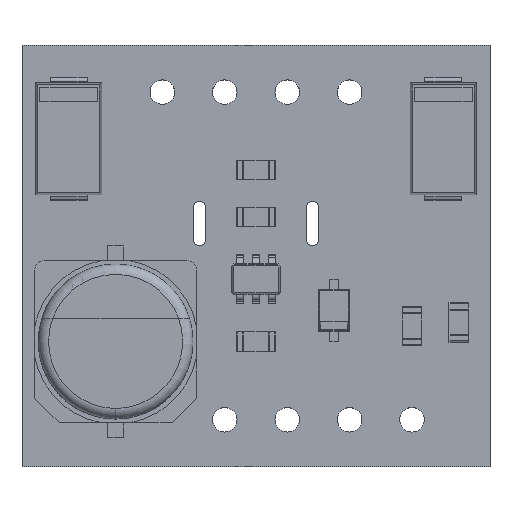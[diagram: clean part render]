
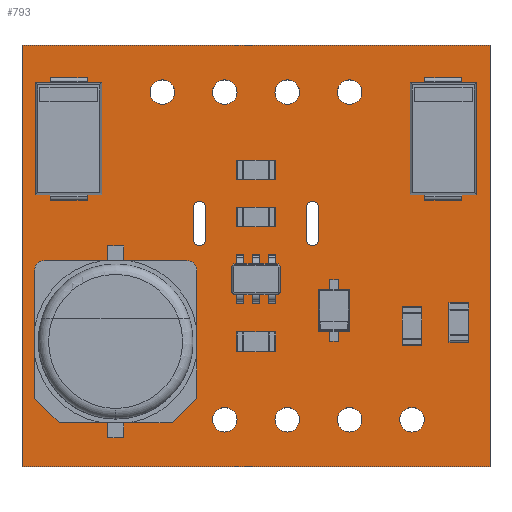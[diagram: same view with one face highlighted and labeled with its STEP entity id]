
A CAD part, top view. The second image highlights one B-rep face of the part: STEP entity #793.
In plain terms, the highlighted planar face has unit normal (0, 0, 1).
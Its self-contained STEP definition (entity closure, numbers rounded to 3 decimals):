
#22 = VERTEX_POINT('',#23);
#23 = CARTESIAN_POINT('',(-11.975,0.075,0.));
#40 = VERTEX_POINT('',#41);
#41 = CARTESIAN_POINT('',(7.075,0.075,0.));
#47 = EDGE_CURVE('',#22,#40,#48,.T.);
#48 = LINE('',#49,#50);
#49 = CARTESIAN_POINT('',(-11.975,0.075,0.));
#50 = VECTOR('',#51,1.);
#51 = DIRECTION('',(1.,0.,0.));
#62 = VERTEX_POINT('',#63);
#63 = CARTESIAN_POINT('',(-11.975,-17.07,0.));
#78 = EDGE_CURVE('',#62,#22,#79,.T.);
#79 = LINE('',#80,#81);
#80 = CARTESIAN_POINT('',(-11.975,-17.07,0.));
#81 = VECTOR('',#82,1.);
#82 = DIRECTION('',(0.,1.,0.));
#102 = VERTEX_POINT('',#103);
#103 = CARTESIAN_POINT('',(7.075,-17.07,0.));
#109 = EDGE_CURVE('',#40,#102,#110,.T.);
#110 = LINE('',#111,#112);
#111 = CARTESIAN_POINT('',(7.075,0.075,0.));
#112 = VECTOR('',#113,1.);
#113 = DIRECTION('',(0.,-1.,0.));
#131 = EDGE_CURVE('',#102,#62,#132,.T.);
#132 = LINE('',#133,#134);
#133 = CARTESIAN_POINT('',(7.075,-17.07,0.));
#134 = VECTOR('',#135,1.);
#135 = DIRECTION('',(-1.,0.,0.));
#146 = VERTEX_POINT('',#147);
#147 = CARTESIAN_POINT('',(-5.76,-1.83,0.));
#163 = EDGE_CURVE('',#146,#146,#164,.T.);
#164 = CIRCLE('',#165,0.5);
#165 = AXIS2_PLACEMENT_3D('',#166,#167,#168);
#166 = CARTESIAN_POINT('',(-6.26,-1.83,0.));
#167 = DIRECTION('',(0.,0.,1.));
#168 = DIRECTION('',(1.,0.,0.));
#179 = VERTEX_POINT('',#180);
#180 = CARTESIAN_POINT('',(-5.,-7.83,0.));
#198 = VERTEX_POINT('',#199);
#199 = CARTESIAN_POINT('',(-4.75,-8.08,0.));
#205 = EDGE_CURVE('',#179,#198,#206,.T.);
#206 = CIRCLE('',#207,0.25);
#207 = AXIS2_PLACEMENT_3D('',#208,#209,#210);
#208 = CARTESIAN_POINT('',(-4.75,-7.83,0.));
#209 = DIRECTION('',(0.,0.,1.));
#210 = DIRECTION('',(-1.,0.,0.));
#221 = VERTEX_POINT('',#222);
#222 = CARTESIAN_POINT('',(-5.,-6.53,0.));
#237 = EDGE_CURVE('',#221,#179,#238,.T.);
#238 = LINE('',#239,#240);
#239 = CARTESIAN_POINT('',(-5.,-6.53,0.));
#240 = VECTOR('',#241,1.);
#241 = DIRECTION('',(0.,-1.,0.));
#252 = VERTEX_POINT('',#253);
#253 = CARTESIAN_POINT('',(-4.75,-6.28,0.));
#269 = EDGE_CURVE('',#252,#221,#270,.T.);
#270 = CIRCLE('',#271,0.25);
#271 = AXIS2_PLACEMENT_3D('',#272,#273,#274);
#272 = CARTESIAN_POINT('',(-4.75,-6.53,0.));
#273 = DIRECTION('',(0.,0.,1.));
#274 = DIRECTION('',(0.,1.,0.));
#285 = VERTEX_POINT('',#286);
#286 = CARTESIAN_POINT('',(-4.5,-6.53,0.));
#302 = EDGE_CURVE('',#285,#252,#303,.T.);
#303 = CIRCLE('',#304,0.25);
#304 = AXIS2_PLACEMENT_3D('',#305,#306,#307);
#305 = CARTESIAN_POINT('',(-4.75,-6.53,0.));
#306 = DIRECTION('',(0.,0.,1.));
#307 = DIRECTION('',(1.,0.,0.));
#318 = VERTEX_POINT('',#319);
#319 = CARTESIAN_POINT('',(-4.5,-7.83,0.));
#334 = EDGE_CURVE('',#318,#285,#335,.T.);
#335 = LINE('',#336,#337);
#336 = CARTESIAN_POINT('',(-4.5,-7.83,0.));
#337 = VECTOR('',#338,1.);
#338 = DIRECTION('',(0.,1.,0.));
#357 = EDGE_CURVE('',#198,#318,#358,.T.);
#358 = CIRCLE('',#359,0.25);
#359 = AXIS2_PLACEMENT_3D('',#360,#361,#362);
#360 = CARTESIAN_POINT('',(-4.75,-7.83,0.));
#361 = DIRECTION('',(0.,0.,1.));
#362 = DIRECTION('',(0.,-1.,0.));
#373 = VERTEX_POINT('',#374);
#374 = CARTESIAN_POINT('',(-0.68,-1.83,0.));
#390 = EDGE_CURVE('',#373,#373,#391,.T.);
#391 = CIRCLE('',#392,0.5);
#392 = AXIS2_PLACEMENT_3D('',#393,#394,#395);
#393 = CARTESIAN_POINT('',(-1.18,-1.83,0.));
#394 = DIRECTION('',(0.,0.,1.));
#395 = DIRECTION('',(1.,0.,0.));
#406 = VERTEX_POINT('',#407);
#407 = CARTESIAN_POINT('',(-3.22,-1.83,0.));
#423 = EDGE_CURVE('',#406,#406,#424,.T.);
#424 = CIRCLE('',#425,0.5);
#425 = AXIS2_PLACEMENT_3D('',#426,#427,#428);
#426 = CARTESIAN_POINT('',(-3.72,-1.83,0.));
#427 = DIRECTION('',(0.,0.,1.));
#428 = DIRECTION('',(1.,0.,0.));
#439 = VERTEX_POINT('',#440);
#440 = CARTESIAN_POINT('',(1.86,-1.83,0.));
#456 = EDGE_CURVE('',#439,#439,#457,.T.);
#457 = CIRCLE('',#458,0.5);
#458 = AXIS2_PLACEMENT_3D('',#459,#460,#461);
#459 = CARTESIAN_POINT('',(1.36,-1.83,0.));
#460 = DIRECTION('',(0.,0.,1.));
#461 = DIRECTION('',(1.,0.,0.));
#472 = VERTEX_POINT('',#473);
#473 = CARTESIAN_POINT('',(-0.4,-7.83,0.));
#491 = VERTEX_POINT('',#492);
#492 = CARTESIAN_POINT('',(-0.15,-8.08,0.));
#498 = EDGE_CURVE('',#472,#491,#499,.T.);
#499 = CIRCLE('',#500,0.25);
#500 = AXIS2_PLACEMENT_3D('',#501,#502,#503);
#501 = CARTESIAN_POINT('',(-0.15,-7.83,0.));
#502 = DIRECTION('',(0.,0.,1.));
#503 = DIRECTION('',(-1.,0.,0.));
#514 = VERTEX_POINT('',#515);
#515 = CARTESIAN_POINT('',(-0.4,-6.53,0.));
#530 = EDGE_CURVE('',#514,#472,#531,.T.);
#531 = LINE('',#532,#533);
#532 = CARTESIAN_POINT('',(-0.4,-6.53,0.));
#533 = VECTOR('',#534,1.);
#534 = DIRECTION('',(0.,-1.,0.));
#545 = VERTEX_POINT('',#546);
#546 = CARTESIAN_POINT('',(-0.15,-6.28,0.));
#562 = EDGE_CURVE('',#545,#514,#563,.T.);
#563 = CIRCLE('',#564,0.25);
#564 = AXIS2_PLACEMENT_3D('',#565,#566,#567);
#565 = CARTESIAN_POINT('',(-0.15,-6.53,0.));
#566 = DIRECTION('',(0.,0.,1.));
#567 = DIRECTION('',(0.,1.,0.));
#578 = VERTEX_POINT('',#579);
#579 = CARTESIAN_POINT('',(0.1,-6.53,0.));
#595 = EDGE_CURVE('',#578,#545,#596,.T.);
#596 = CIRCLE('',#597,0.25);
#597 = AXIS2_PLACEMENT_3D('',#598,#599,#600);
#598 = CARTESIAN_POINT('',(-0.15,-6.53,0.));
#599 = DIRECTION('',(0.,0.,1.));
#600 = DIRECTION('',(1.,0.,0.));
#611 = VERTEX_POINT('',#612);
#612 = CARTESIAN_POINT('',(0.1,-7.83,0.));
#627 = EDGE_CURVE('',#611,#578,#628,.T.);
#628 = LINE('',#629,#630);
#629 = CARTESIAN_POINT('',(0.1,-7.83,0.));
#630 = VECTOR('',#631,1.);
#631 = DIRECTION('',(0.,1.,0.));
#650 = EDGE_CURVE('',#491,#611,#651,.T.);
#651 = CIRCLE('',#652,0.25);
#652 = AXIS2_PLACEMENT_3D('',#653,#654,#655);
#653 = CARTESIAN_POINT('',(-0.15,-7.83,0.));
#654 = DIRECTION('',(0.,0.,1.));
#655 = DIRECTION('',(0.,-1.,0.));
#666 = VERTEX_POINT('',#667);
#667 = CARTESIAN_POINT('',(4.4,-15.165,0.));
#683 = EDGE_CURVE('',#666,#666,#684,.T.);
#684 = CIRCLE('',#685,0.5);
#685 = AXIS2_PLACEMENT_3D('',#686,#687,#688);
#686 = CARTESIAN_POINT('',(3.9,-15.165,0.));
#687 = DIRECTION('',(0.,0.,1.));
#688 = DIRECTION('',(1.,0.,0.));
#699 = VERTEX_POINT('',#700);
#700 = CARTESIAN_POINT('',(-0.68,-15.165,0.));
#716 = EDGE_CURVE('',#699,#699,#717,.T.);
#717 = CIRCLE('',#718,0.5);
#718 = AXIS2_PLACEMENT_3D('',#719,#720,#721);
#719 = CARTESIAN_POINT('',(-1.18,-15.165,0.));
#720 = DIRECTION('',(0.,0.,1.));
#721 = DIRECTION('',(1.,0.,0.));
#732 = VERTEX_POINT('',#733);
#733 = CARTESIAN_POINT('',(1.86,-15.165,0.));
#749 = EDGE_CURVE('',#732,#732,#750,.T.);
#750 = CIRCLE('',#751,0.5);
#751 = AXIS2_PLACEMENT_3D('',#752,#753,#754);
#752 = CARTESIAN_POINT('',(1.36,-15.165,0.));
#753 = DIRECTION('',(0.,0.,1.));
#754 = DIRECTION('',(1.,0.,0.));
#765 = VERTEX_POINT('',#766);
#766 = CARTESIAN_POINT('',(-3.22,-15.165,0.));
#782 = EDGE_CURVE('',#765,#765,#783,.T.);
#783 = CIRCLE('',#784,0.5);
#784 = AXIS2_PLACEMENT_3D('',#785,#786,#787);
#785 = CARTESIAN_POINT('',(-3.72,-15.165,0.));
#786 = DIRECTION('',(0.,0.,1.));
#787 = DIRECTION('',(1.,0.,0.));
#793 = ADVANCED_FACE('',(#794,#800,#803,#811,#814,#817,#820,#828,#831,
    #834,#837),#840,.F.);
#794 = FACE_BOUND('',#795,.F.);
#795 = EDGE_LOOP('',(#796,#797,#798,#799));
#796 = ORIENTED_EDGE('',*,*,#47,.T.);
#797 = ORIENTED_EDGE('',*,*,#109,.T.);
#798 = ORIENTED_EDGE('',*,*,#131,.T.);
#799 = ORIENTED_EDGE('',*,*,#78,.T.);
#800 = FACE_BOUND('',#801,.F.);
#801 = EDGE_LOOP('',(#802));
#802 = ORIENTED_EDGE('',*,*,#163,.T.);
#803 = FACE_BOUND('',#804,.F.);
#804 = EDGE_LOOP('',(#805,#806,#807,#808,#809,#810));
#805 = ORIENTED_EDGE('',*,*,#205,.T.);
#806 = ORIENTED_EDGE('',*,*,#357,.T.);
#807 = ORIENTED_EDGE('',*,*,#334,.T.);
#808 = ORIENTED_EDGE('',*,*,#302,.T.);
#809 = ORIENTED_EDGE('',*,*,#269,.T.);
#810 = ORIENTED_EDGE('',*,*,#237,.T.);
#811 = FACE_BOUND('',#812,.F.);
#812 = EDGE_LOOP('',(#813));
#813 = ORIENTED_EDGE('',*,*,#390,.T.);
#814 = FACE_BOUND('',#815,.F.);
#815 = EDGE_LOOP('',(#816));
#816 = ORIENTED_EDGE('',*,*,#423,.T.);
#817 = FACE_BOUND('',#818,.F.);
#818 = EDGE_LOOP('',(#819));
#819 = ORIENTED_EDGE('',*,*,#456,.T.);
#820 = FACE_BOUND('',#821,.F.);
#821 = EDGE_LOOP('',(#822,#823,#824,#825,#826,#827));
#822 = ORIENTED_EDGE('',*,*,#498,.T.);
#823 = ORIENTED_EDGE('',*,*,#650,.T.);
#824 = ORIENTED_EDGE('',*,*,#627,.T.);
#825 = ORIENTED_EDGE('',*,*,#595,.T.);
#826 = ORIENTED_EDGE('',*,*,#562,.T.);
#827 = ORIENTED_EDGE('',*,*,#530,.T.);
#828 = FACE_BOUND('',#829,.F.);
#829 = EDGE_LOOP('',(#830));
#830 = ORIENTED_EDGE('',*,*,#683,.T.);
#831 = FACE_BOUND('',#832,.F.);
#832 = EDGE_LOOP('',(#833));
#833 = ORIENTED_EDGE('',*,*,#716,.T.);
#834 = FACE_BOUND('',#835,.F.);
#835 = EDGE_LOOP('',(#836));
#836 = ORIENTED_EDGE('',*,*,#749,.T.);
#837 = FACE_BOUND('',#838,.F.);
#838 = EDGE_LOOP('',(#839));
#839 = ORIENTED_EDGE('',*,*,#782,.T.);
#840 = PLANE('',#841);
#841 = AXIS2_PLACEMENT_3D('',#842,#843,#844);
#842 = CARTESIAN_POINT('',(-2.45,-8.498,0.));
#843 = DIRECTION('',(0.,0.,-1.));
#844 = DIRECTION('',(-1.,0.,0.));
